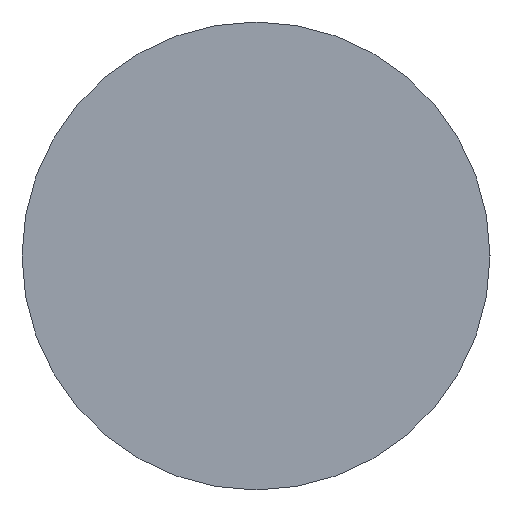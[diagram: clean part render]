
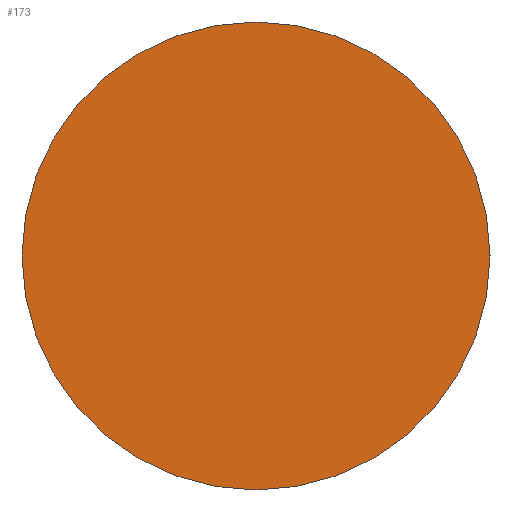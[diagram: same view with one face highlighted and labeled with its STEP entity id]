
A CAD part, left-side view. The second image highlights one B-rep face of the part: STEP entity #173.
In plain terms, the highlighted planar face has unit normal (-1, 0, 0).
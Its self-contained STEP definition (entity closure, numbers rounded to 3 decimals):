
#5 = DIRECTION ( 'NONE',  ( 1., 0., 0. ) ) ;
#7 = DIRECTION ( 'NONE',  ( 1., 0., 0. ) ) ;
#28 = VERTEX_POINT ( 'NONE', #53 ) ;
#29 = EDGE_CURVE ( 'NONE', #39, #28, #52, .T. ) ;
#32 = DIRECTION ( 'NONE',  ( 0., 0., -1. ) ) ;
#38 = EDGE_LOOP ( 'NONE', ( #172, #93 ) ) ;
#39 = VERTEX_POINT ( 'NONE', #67 ) ;
#42 = AXIS2_PLACEMENT_3D ( 'NONE', #121, #5, #68 ) ;
#52 = CIRCLE ( 'NONE', #122, 3. ) ;
#53 = CARTESIAN_POINT ( 'NONE',  ( 0., 0., -3. ) ) ;
#60 = AXIS2_PLACEMENT_3D ( 'NONE', #87, #7, #32 ) ;
#67 = CARTESIAN_POINT ( 'NONE',  ( 0., 0., 3. ) ) ;
#68 = DIRECTION ( 'NONE',  ( 0., 0., -1. ) ) ;
#74 = FACE_OUTER_BOUND ( 'NONE', #38, .T. ) ;
#79 = DIRECTION ( 'NONE',  ( 1., 0., 0. ) ) ;
#80 = CIRCLE ( 'NONE', #42, 3. ) ;
#87 = CARTESIAN_POINT ( 'NONE',  ( 0., 0., 0. ) ) ;
#88 = EDGE_CURVE ( 'NONE', #28, #39, #80, .T. ) ;
#93 = ORIENTED_EDGE ( 'NONE', *, *, #88, .F. ) ;
#108 = CARTESIAN_POINT ( 'NONE',  ( 0., 0., 0. ) ) ;
#121 = CARTESIAN_POINT ( 'NONE',  ( 0., 0., 0. ) ) ;
#122 = AXIS2_PLACEMENT_3D ( 'NONE', #108, #79, #147 ) ;
#127 = PLANE ( 'NONE',  #60 ) ;
#147 = DIRECTION ( 'NONE',  ( 0., 0., -1. ) ) ;
#172 = ORIENTED_EDGE ( 'NONE', *, *, #29, .F. ) ;
#173 = ADVANCED_FACE ( 'NONE', ( #74 ), #127, .F. ) ;
